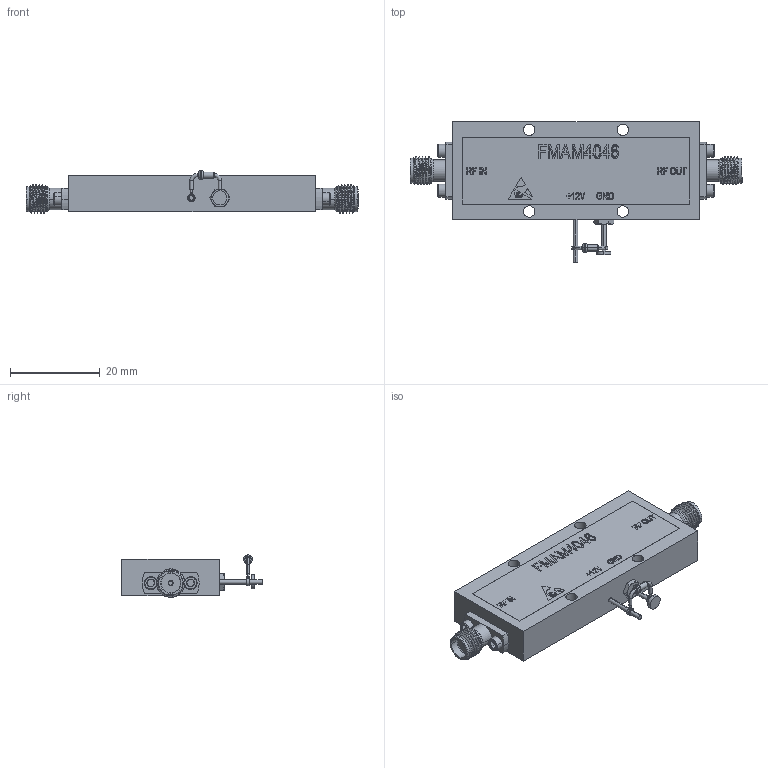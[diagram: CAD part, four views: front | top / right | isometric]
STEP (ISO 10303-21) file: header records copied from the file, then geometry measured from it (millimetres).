
FILE_DESCRIPTION (( 'STEP AP214' ), '1' );
FILE_NAME ('FMAM4046_3D.step', '2025-01-23T18:47:30', ( '' ), ( '' ), 'SwSTEP 2.0', 'SolidWorks 2022', '' );
FILE_SCHEMA (( 'AUTOMOTIVE_DESIGN' ));
Length unit declared in the file: inch
Products named in the file (1): FMAM4046_3D
Bounding box: 74.17 x 31.37 x 9.5 mm (x, y, z)
Volume: 10220.8 mm3; surface area: 4660.8 mm2
Topology: 1 solids, 1 shells, 667 faces, 1668 edges, 1068 vertices
Faces by surface type: plane 362, bspline 112, cylinder 95, cone 76, torus 22
Entity records: 28324 total; most frequent: CARTESIAN_POINT 13186, ORIENTED_EDGE 3336, DIRECTION 2708, EDGE_CURVE 1668, VERTEX_POINT 1068, LINE 1052, VECTOR 1052, AXIS2_PLACEMENT_3D 828
